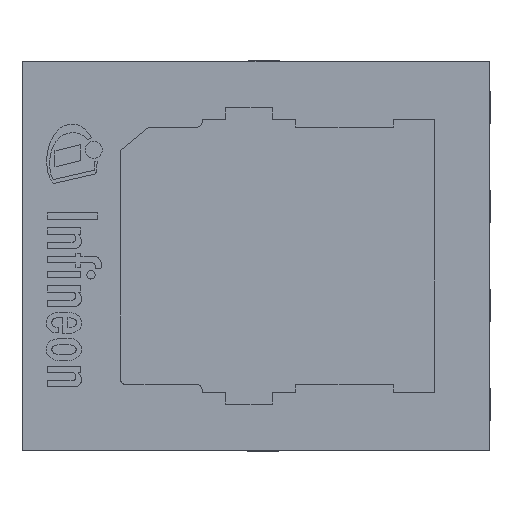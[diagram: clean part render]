
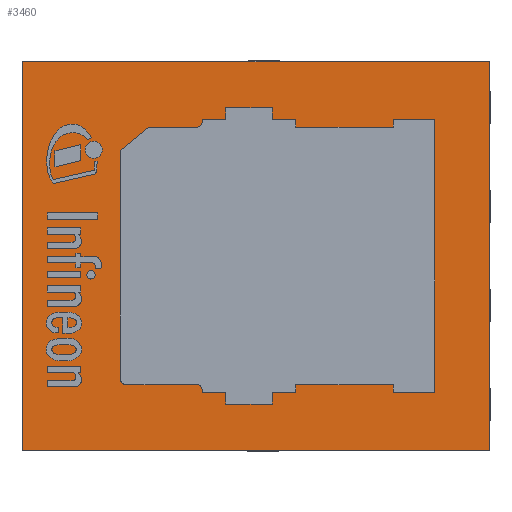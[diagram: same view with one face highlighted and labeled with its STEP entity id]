
A CAD part, top view. The second image highlights one B-rep face of the part: STEP entity #3460.
In plain terms, the highlighted planar face has unit normal (0, 0, 1).
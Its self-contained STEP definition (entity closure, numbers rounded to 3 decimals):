
#187=FACE_OUTER_BOUND('',#386,.T.);
#386=EDGE_LOOP('',(#2529,#2530,#2531,#2532));
#672=LINE('',#4935,#1115);
#675=LINE('',#4940,#1118);
#677=LINE('',#4944,#1120);
#679=LINE('',#4947,#1122);
#1115=VECTOR('',#4059,1.);
#1118=VECTOR('',#4064,1.);
#1120=VECTOR('',#4068,1.);
#1122=VECTOR('',#4072,1.);
#1514=VERTEX_POINT('',#4933);
#1515=VERTEX_POINT('',#4934);
#1516=VERTEX_POINT('',#4939);
#1517=VERTEX_POINT('',#4943);
#1888=EDGE_CURVE('',#1514,#1515,#672,.T.);
#1891=EDGE_CURVE('',#1515,#1516,#675,.T.);
#1893=EDGE_CURVE('',#1516,#1517,#677,.T.);
#1895=EDGE_CURVE('',#1517,#1514,#679,.T.);
#2529=ORIENTED_EDGE('',*,*,#1893,.T.);
#2530=ORIENTED_EDGE('',*,*,#1895,.T.);
#2531=ORIENTED_EDGE('',*,*,#1888,.T.);
#2532=ORIENTED_EDGE('',*,*,#1891,.T.);
#3286=PLANE('',#3677);
#3460=ADVANCED_FACE('',(#187),#3286,.F.);
#3677=AXIS2_PLACEMENT_3D('',#4948,#4073,#4074);
#4059=DIRECTION('',(0.,-1.,0.));
#4064=DIRECTION('',(1.,0.,0.));
#4068=DIRECTION('',(0.,1.,0.));
#4072=DIRECTION('',(-1.,0.,0.));
#4073=DIRECTION('center_axis',(0.,0.,-1.));
#4074=DIRECTION('ref_axis',(0.,1.,0.));
#4933=CARTESIAN_POINT('',(-2.99,2.49,0.73));
#4934=CARTESIAN_POINT('',(-2.99,-2.49,0.73));
#4935=CARTESIAN_POINT('',(-2.99,1.245,0.73));
#4939=CARTESIAN_POINT('',(2.99,-2.49,0.73));
#4940=CARTESIAN_POINT('',(-1.495,-2.49,0.73));
#4943=CARTESIAN_POINT('',(2.99,2.49,0.73));
#4944=CARTESIAN_POINT('',(2.99,-1.245,0.73));
#4947=CARTESIAN_POINT('',(1.495,2.49,0.73));
#4948=CARTESIAN_POINT('Origin',(0.,0.,0.73));
